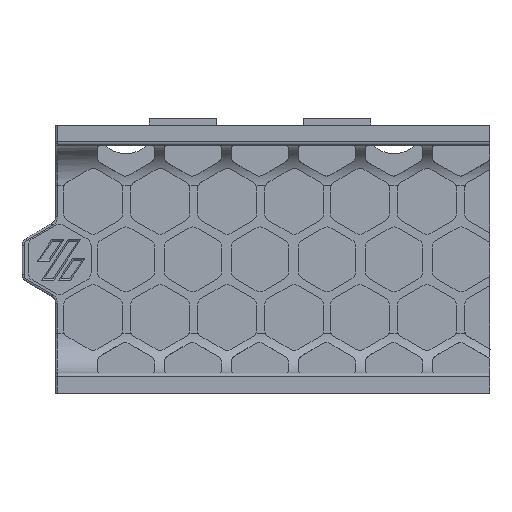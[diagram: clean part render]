
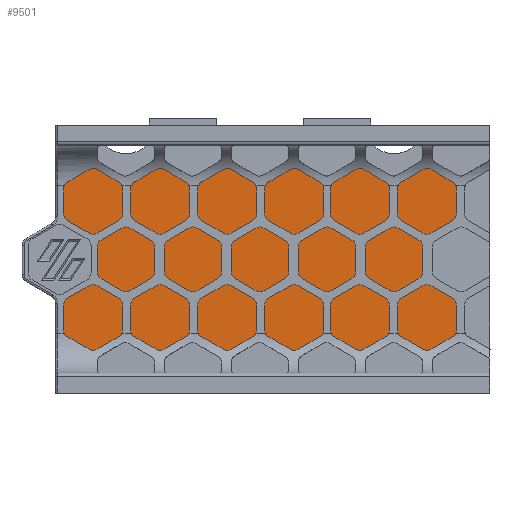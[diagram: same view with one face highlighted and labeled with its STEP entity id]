
A CAD part, top view. The second image highlights one B-rep face of the part: STEP entity #9501.
In plain terms, the highlighted planar face has unit normal (0, 0, 1).
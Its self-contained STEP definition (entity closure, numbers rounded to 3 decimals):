
#474=PLANE('',#10410);
#955=FACE_OUTER_BOUND('',#1464,.T.);
#1464=EDGE_LOOP('',(#8808,#8809,#8810,#8811,#8812,#8813,#8814,#8815,#8816,
#8817,#8818,#8819,#8820,#8821));
#2341=LINE('',#16501,#3249);
#2344=LINE('',#16507,#3252);
#2347=LINE('',#16513,#3255);
#2350=LINE('',#16519,#3258);
#2353=LINE('',#16525,#3261);
#2356=LINE('',#16531,#3264);
#2359=LINE('',#16537,#3267);
#2363=LINE('',#16549,#3271);
#2367=LINE('',#16561,#3275);
#2371=LINE('',#16573,#3279);
#3249=VECTOR('',#13032,10.);
#3252=VECTOR('',#13037,10.);
#3255=VECTOR('',#13042,10.);
#3258=VECTOR('',#13047,10.);
#3261=VECTOR('',#13052,10.);
#3264=VECTOR('',#13057,10.);
#3267=VECTOR('',#13062,10.);
#3271=VECTOR('',#13074,10.);
#3275=VECTOR('',#13086,10.);
#3279=VECTOR('',#13098,10.);
#3638=CIRCLE('',#10396,1.2);
#3640=CIRCLE('',#10400,1.2);
#3642=CIRCLE('',#10404,1.2);
#3644=CIRCLE('',#10408,1.2);
#4548=VERTEX_POINT('',#16498);
#4549=VERTEX_POINT('',#16500);
#4551=VERTEX_POINT('',#16506);
#4553=VERTEX_POINT('',#16512);
#4555=VERTEX_POINT('',#16518);
#4557=VERTEX_POINT('',#16524);
#4559=VERTEX_POINT('',#16530);
#4561=VERTEX_POINT('',#16536);
#4563=VERTEX_POINT('',#16542);
#4565=VERTEX_POINT('',#16548);
#4567=VERTEX_POINT('',#16554);
#4569=VERTEX_POINT('',#16560);
#4571=VERTEX_POINT('',#16566);
#4573=VERTEX_POINT('',#16572);
#5950=EDGE_CURVE('',#4549,#4548,#2341,.T.);
#5953=EDGE_CURVE('',#4551,#4549,#2344,.T.);
#5956=EDGE_CURVE('',#4553,#4551,#2347,.T.);
#5959=EDGE_CURVE('',#4555,#4553,#2350,.T.);
#5962=EDGE_CURVE('',#4557,#4555,#2353,.T.);
#5965=EDGE_CURVE('',#4559,#4557,#2356,.T.);
#5968=EDGE_CURVE('',#4561,#4559,#2359,.T.);
#5971=EDGE_CURVE('',#4563,#4561,#3638,.T.);
#5974=EDGE_CURVE('',#4565,#4563,#2363,.T.);
#5977=EDGE_CURVE('',#4567,#4565,#3640,.T.);
#5980=EDGE_CURVE('',#4569,#4567,#2367,.T.);
#5983=EDGE_CURVE('',#4571,#4569,#3642,.T.);
#5986=EDGE_CURVE('',#4573,#4571,#2371,.T.);
#5989=EDGE_CURVE('',#4548,#4573,#3644,.T.);
#8808=ORIENTED_EDGE('',*,*,#5989,.T.);
#8809=ORIENTED_EDGE('',*,*,#5986,.T.);
#8810=ORIENTED_EDGE('',*,*,#5983,.T.);
#8811=ORIENTED_EDGE('',*,*,#5980,.T.);
#8812=ORIENTED_EDGE('',*,*,#5977,.T.);
#8813=ORIENTED_EDGE('',*,*,#5974,.T.);
#8814=ORIENTED_EDGE('',*,*,#5971,.T.);
#8815=ORIENTED_EDGE('',*,*,#5968,.T.);
#8816=ORIENTED_EDGE('',*,*,#5965,.T.);
#8817=ORIENTED_EDGE('',*,*,#5962,.T.);
#8818=ORIENTED_EDGE('',*,*,#5959,.T.);
#8819=ORIENTED_EDGE('',*,*,#5956,.T.);
#8820=ORIENTED_EDGE('',*,*,#5953,.T.);
#8821=ORIENTED_EDGE('',*,*,#5950,.T.);
#9501=ADVANCED_FACE('',(#955),#474,.F.);
#10396=AXIS2_PLACEMENT_3D('',#16543,#13068,#13069);
#10400=AXIS2_PLACEMENT_3D('',#16555,#13080,#13081);
#10404=AXIS2_PLACEMENT_3D('',#16567,#13092,#13093);
#10408=AXIS2_PLACEMENT_3D('',#16577,#13104,#13105);
#10410=AXIS2_PLACEMENT_3D('',#16579,#13108,#13109);
#13032=DIRECTION('',(0.,-1.,0.));
#13037=DIRECTION('',(0.,-1.,0.));
#13042=DIRECTION('',(-1.,0.,0.));
#13047=DIRECTION('',(0.,1.,0.));
#13052=DIRECTION('',(1.,0.,0.));
#13057=DIRECTION('',(0.,-1.,0.));
#13062=DIRECTION('',(0.,-1.,0.));
#13068=DIRECTION('center_axis',(0.,0.,
1.));
#13069=DIRECTION('ref_axis',(-1.,0.,0.));
#13074=DIRECTION('',(-0.866,-0.5,0.));
#13080=DIRECTION('center_axis',(0.,0.,
-1.));
#13081=DIRECTION('ref_axis',(1.,0.,0.));
#13086=DIRECTION('',(0.,-1.,0.));
#13092=DIRECTION('center_axis',(0.,0.,
-1.));
#13093=DIRECTION('ref_axis',(0.5,0.866,0.));
#13098=DIRECTION('',(0.866,-0.5,0.));
#13104=DIRECTION('center_axis',(0.,0.,
1.));
#13105=DIRECTION('ref_axis',(-0.5,-0.866,0.));
#13108=DIRECTION('center_axis',(0.,0.,
-1.));
#13109=DIRECTION('ref_axis',(1.,0.,0.));
#16498=CARTESIAN_POINT('',(-36.2,5.774,0.6));
#16500=CARTESIAN_POINT('',(-36.2,10.508,0.6));
#16501=CARTESIAN_POINT('',(-36.2,5.774,0.6));
#16506=CARTESIAN_POINT('',(-36.2,14.855,0.6));
#16507=CARTESIAN_POINT('',(-36.2,14.855,0.6));
#16512=CARTESIAN_POINT('',(24.4,14.855,0.6));
#16513=CARTESIAN_POINT('',(24.4,14.855,0.6));
#16518=CARTESIAN_POINT('',(24.4,-14.855,0.6));
#16519=CARTESIAN_POINT('',(24.4,-14.855,0.6));
#16524=CARTESIAN_POINT('',(-36.2,-14.855,0.6));
#16525=CARTESIAN_POINT('',(-36.2,-14.855,0.6));
#16530=CARTESIAN_POINT('',(-36.2,-10.508,0.6));
#16531=CARTESIAN_POINT('',(-36.2,-10.508,0.6));
#16536=CARTESIAN_POINT('',(-36.2,-5.774,0.6));
#16537=CARTESIAN_POINT('',(-36.2,-6.813,0.6));
#16542=CARTESIAN_POINT('',(-35.6,-4.734,0.6));
#16543=CARTESIAN_POINT('Origin',(-35.,-5.774,0.6));
#16548=CARTESIAN_POINT('',(-32.7,-3.06,0.6));
#16549=CARTESIAN_POINT('',(-32.7,-3.06,0.6));
#16554=CARTESIAN_POINT('',(-32.1,-2.021,0.6));
#16555=CARTESIAN_POINT('Origin',(-33.3,-2.021,0.6));
#16560=CARTESIAN_POINT('',(-32.1,2.021,0.6));
#16561=CARTESIAN_POINT('',(-32.1,2.021,0.6));
#16566=CARTESIAN_POINT('',(-32.7,3.06,0.6));
#16567=CARTESIAN_POINT('Origin',(-33.3,2.021,0.6));
#16572=CARTESIAN_POINT('',(-35.6,4.734,0.6));
#16573=CARTESIAN_POINT('',(-36.2,5.081,0.6));
#16577=CARTESIAN_POINT('Origin',(-35.,5.774,0.6));
#16579=CARTESIAN_POINT('Origin',(-5.9,0.,
0.6));
